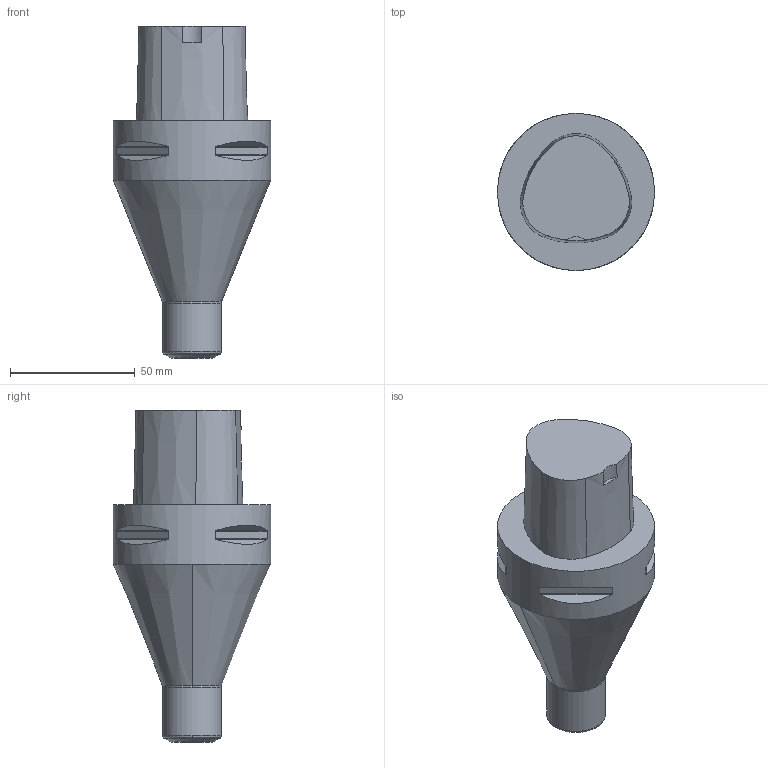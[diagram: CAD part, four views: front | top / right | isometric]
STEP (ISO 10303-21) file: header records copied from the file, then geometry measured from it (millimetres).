
FILE_DESCRIPTION(/* description */ (''),/* implementation_level */ '2;1');
FILE_NAME(/* name */ '1575947823178.stp',/* time_stamp */ '2019-12-10T08:47:15+05:00',/* author */ (''),/* organization */ ('SMS'),/* preprocessor_version */ 'ST-DEVELOPER v16.7',/* originating_system */ 'SIEMENS PLM Software NX 12.0',/* authorisation */ '');
FILE_SCHEMA (('AUTOMOTIVE_DESIGN { 1 0 10303 214 3 1 1 1 }'));
Length unit declared in the file: millimetre
Products named in the file (1): 201734251mod000_01
Bounding box: 63 x 63 x 133 mm (x, y, z)
Volume: 212230.6 mm3; surface area: 23121.8 mm2
Topology: 1 solids, 1 shells, 53 faces, 134 edges, 86 vertices
Faces by surface type: cone 16, plane 16, cylinder 15, torus 6
Full cylindrical faces by diameter (mm): 6 x1, 23.5 x1, 63 x1
Entity records: 1932 total; most frequent: CARTESIAN_POINT 588, ORIENTED_EDGE 270, DIRECTION 269, EDGE_CURVE 135, AXIS2_PLACEMENT_3D 107, VERTEX_POINT 93, EDGE_LOOP 62, LINE 55
